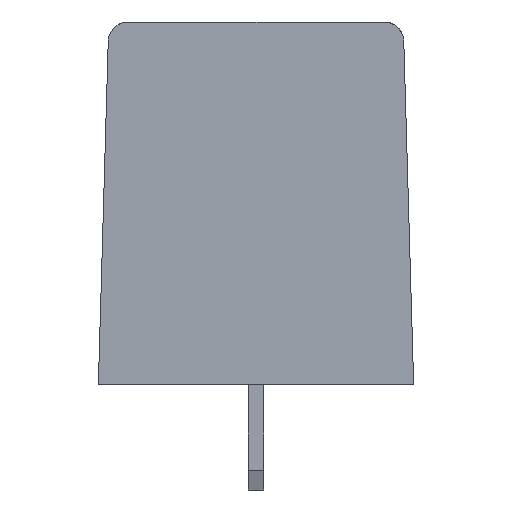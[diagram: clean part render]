
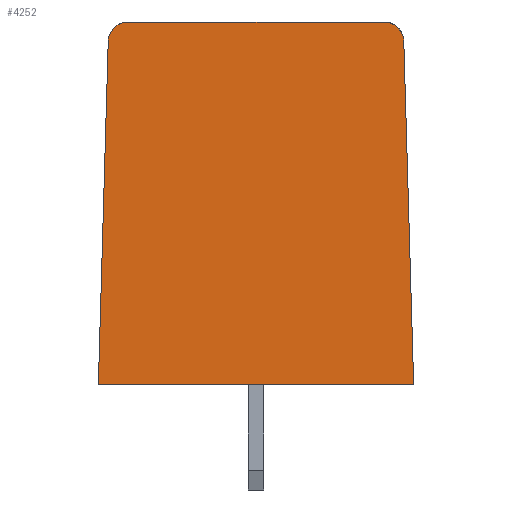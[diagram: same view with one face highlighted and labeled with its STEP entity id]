
A CAD part, left-side view. The second image highlights one B-rep face of the part: STEP entity #4252.
In plain terms, the highlighted planar face has unit normal (-1, 0, 0).
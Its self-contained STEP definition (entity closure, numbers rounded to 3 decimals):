
#4120 = VERTEX_POINT('',#4121);
#4121 = CARTESIAN_POINT('',(-0.625,6.5,18.4));
#4127 = EDGE_CURVE('',#4120,#4128,#4130,.T.);
#4128 = VERTEX_POINT('',#4129);
#4129 = CARTESIAN_POINT('',(-0.625,-6.5,18.4));
#4130 = LINE('',#4131,#4132);
#4131 = CARTESIAN_POINT('',(-0.625,8.,18.4));
#4132 = VECTOR('',#4133,1.);
#4133 = DIRECTION('',(0.,-1.,0.));
#4167 = VERTEX_POINT('',#4168);
#4168 = CARTESIAN_POINT('',(-0.625,7.5,17.429));
#4174 = EDGE_CURVE('',#4167,#4120,#4175,.T.);
#4175 = CIRCLE('',#4176,1.);
#4176 = AXIS2_PLACEMENT_3D('',#4177,#4178,#4179);
#4177 = CARTESIAN_POINT('',(-0.625,6.5,17.4));
#4178 = DIRECTION('',(1.,0.,0.));
#4179 = DIRECTION('',(0.,1.,0.));
#4233 = EDGE_CURVE('',#4128,#4234,#4236,.T.);
#4234 = VERTEX_POINT('',#4235);
#4235 = CARTESIAN_POINT('',(-0.625,-7.5,17.429));
#4236 = CIRCLE('',#4237,1.);
#4237 = AXIS2_PLACEMENT_3D('',#4238,#4239,#4240);
#4238 = CARTESIAN_POINT('',(-0.625,-6.5,17.4));
#4239 = DIRECTION('',(1.,0.,0.));
#4240 = DIRECTION('',(0.,1.,0.));
#4252 = ADVANCED_FACE('',(#4253),#4280,.T.);
#4253 = FACE_BOUND('',#4254,.T.);
#4254 = EDGE_LOOP('',(#4255,#4263,#4271,#4277,#4278,#4279));
#4255 = ORIENTED_EDGE('',*,*,#4256,.F.);
#4256 = EDGE_CURVE('',#4257,#4167,#4259,.T.);
#4257 = VERTEX_POINT('',#4258);
#4258 = CARTESIAN_POINT('',(-0.625,8.,0.));
#4259 = LINE('',#4260,#4261);
#4260 = CARTESIAN_POINT('',(-0.625,7.75,8.714));
#4261 = VECTOR('',#4262,1.);
#4262 = DIRECTION('',(0.,-0.029,1.));
#4263 = ORIENTED_EDGE('',*,*,#4264,.T.);
#4264 = EDGE_CURVE('',#4257,#4265,#4267,.T.);
#4265 = VERTEX_POINT('',#4266);
#4266 = CARTESIAN_POINT('',(-0.625,-8.,0.));
#4267 = LINE('',#4268,#4269);
#4268 = CARTESIAN_POINT('',(-0.625,8.,0.));
#4269 = VECTOR('',#4270,1.);
#4270 = DIRECTION('',(0.,-1.,0.));
#4271 = ORIENTED_EDGE('',*,*,#4272,.F.);
#4272 = EDGE_CURVE('',#4234,#4265,#4273,.T.);
#4273 = LINE('',#4274,#4275);
#4274 = CARTESIAN_POINT('',(-0.625,-7.993,0.229));
#4275 = VECTOR('',#4276,1.);
#4276 = DIRECTION('',(0.,-0.029,-1.));
#4277 = ORIENTED_EDGE('',*,*,#4233,.F.);
#4278 = ORIENTED_EDGE('',*,*,#4127,.F.);
#4279 = ORIENTED_EDGE('',*,*,#4174,.F.);
#4280 = PLANE('',#4281);
#4281 = AXIS2_PLACEMENT_3D('',#4282,#4283,#4284);
#4282 = CARTESIAN_POINT('',(-0.625,8.,0.));
#4283 = DIRECTION('',(-1.,0.,0.));
#4284 = DIRECTION('',(0.,0.,1.));
